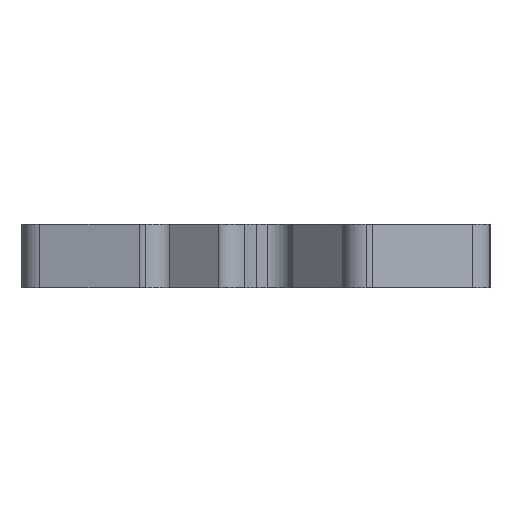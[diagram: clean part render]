
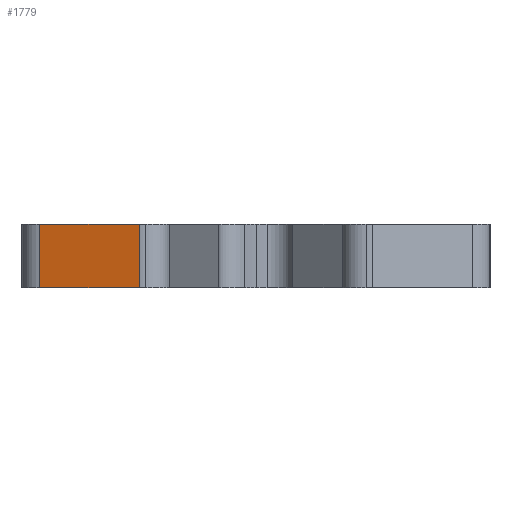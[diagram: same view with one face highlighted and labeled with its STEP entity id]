
A CAD part, left-side view. The second image highlights one B-rep face of the part: STEP entity #1779.
In plain terms, the highlighted planar face has unit normal (-0.967, 0.257, 0).
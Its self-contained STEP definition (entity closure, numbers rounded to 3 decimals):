
#43 = LINE ( 'NONE', #1823, #380 ) ;
#53 = DIRECTION ( 'NONE',  ( 0.257, 0.966, 0. ) ) ;
#58 = VERTEX_POINT ( 'NONE', #527 ) ;
#60 = CARTESIAN_POINT ( 'NONE',  ( -117.325, 31.174, 8. ) ) ;
#167 = EDGE_CURVE ( 'NONE', #1199, #1375, #272, .T. ) ;
#238 = FACE_OUTER_BOUND ( 'NONE', #240, .T. ) ;
#240 = EDGE_LOOP ( 'NONE', ( #1257, #1039, #440, #1929 ) ) ;
#272 = LINE ( 'NONE', #1735, #379 ) ;
#319 = LINE ( 'NONE', #973, #1850 ) ;
#379 = VECTOR ( 'NONE', #439, 1000. ) ;
#380 = VECTOR ( 'NONE', #1348, 1000. ) ;
#439 = DIRECTION ( 'NONE',  ( 0., 0., -1. ) ) ;
#440 = ORIENTED_EDGE ( 'NONE', *, *, #2008, .F. ) ;
#486 = EDGE_CURVE ( 'NONE', #1375, #58, #43, .T. ) ;
#527 = CARTESIAN_POINT ( 'NONE',  ( -121.702, 14.703, 0. ) ) ;
#577 = CARTESIAN_POINT ( 'NONE',  ( -118.384, 27.188, 0. ) ) ;
#973 = CARTESIAN_POINT ( 'NONE',  ( -117.325, 31.174, 8. ) ) ;
#1019 = EDGE_CURVE ( 'NONE', #1701, #58, #1098, .T. ) ;
#1039 = ORIENTED_EDGE ( 'NONE', *, *, #1019, .F. ) ;
#1098 = LINE ( 'NONE', #1795, #1830 ) ;
#1183 = CARTESIAN_POINT ( 'NONE',  ( -121.702, 14.703, 8. ) ) ;
#1199 = VERTEX_POINT ( 'NONE', #1880 ) ;
#1257 = ORIENTED_EDGE ( 'NONE', *, *, #486, .T. ) ;
#1348 = DIRECTION ( 'NONE',  ( -0.257, -0.966, 0. ) ) ;
#1375 = VERTEX_POINT ( 'NONE', #577 ) ;
#1382 = DIRECTION ( 'NONE',  ( 0.966, -0.257, 0. ) ) ;
#1530 = PLANE ( 'NONE',  #1594 ) ;
#1594 = AXIS2_PLACEMENT_3D ( 'NONE', #60, #1382, #53 ) ;
#1701 = VERTEX_POINT ( 'NONE', #1183 ) ;
#1735 = CARTESIAN_POINT ( 'NONE',  ( -118.384, 27.188, 8. ) ) ;
#1771 = DIRECTION ( 'NONE',  ( 0., 0., -1. ) ) ;
#1779 = ADVANCED_FACE ( 'NONE', ( #238 ), #1530, .F. ) ;
#1795 = CARTESIAN_POINT ( 'NONE',  ( -121.702, 14.703, 8. ) ) ;
#1823 = CARTESIAN_POINT ( 'NONE',  ( -117.325, 31.174, 0. ) ) ;
#1830 = VECTOR ( 'NONE', #1771, 1000. ) ;
#1850 = VECTOR ( 'NONE', #1912, 1000. ) ;
#1880 = CARTESIAN_POINT ( 'NONE',  ( -118.384, 27.188, 8. ) ) ;
#1912 = DIRECTION ( 'NONE',  ( -0.257, -0.966, 0. ) ) ;
#1929 = ORIENTED_EDGE ( 'NONE', *, *, #167, .T. ) ;
#2008 = EDGE_CURVE ( 'NONE', #1199, #1701, #319, .T. ) ;
